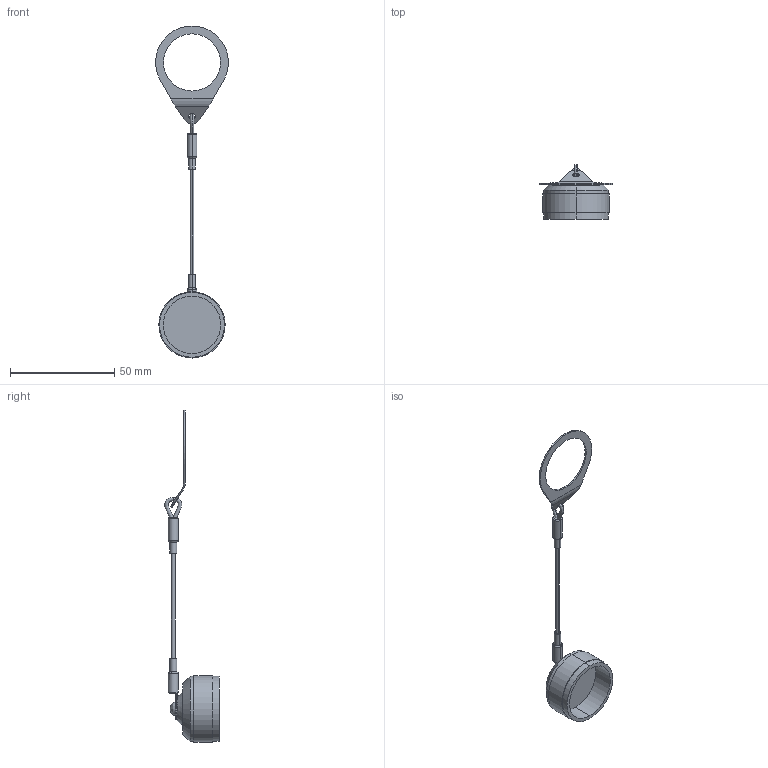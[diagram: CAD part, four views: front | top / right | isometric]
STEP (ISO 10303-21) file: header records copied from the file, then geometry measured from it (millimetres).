
FILE_DESCRIPTION (( 'STEP AP214' ), '1' );
FILE_NAME ('ECRU2203U00.STEP', '2012-11-07T16:03:18', ( 'x' ), ( '' ), 'SwSTEP 2.0', 'SolidWorks 2012', '' );
FILE_SCHEMA (( 'AUTOMOTIVE_DESIGN' ));
Length unit declared in the file: inch
Products named in the file (4): ECRU2203U00; ECRK2203U00-MA3; ECRK2203U00-MA4; ECRK2203U00-MA5
Assembly tree (3 placements, depth 2):
  ECRU2203U00
    ECRK2203U00-MA3
    ECRK2203U00-MA4
    ECRK2203U00-MA5
Bounding box: 34.85 x 25.99 x 158.87 mm (x, y, z)
Volume: 8772.7 mm3; surface area: 6634.5 mm2
Topology: 5 solids, 5 shells, 104 faces, 223 edges, 136 vertices
Faces by surface type: cylinder 43, plane 30, torus 19, bspline 8, cone 4
Entity records: 4445 total; most frequent: CARTESIAN_POINT 1391, DIRECTION 499, ORIENTED_EDGE 442, EDGE_CURVE 221, AXIS2_PLACEMENT_3D 218, VERTEX_POINT 136, EDGE_LOOP 119, CIRCLE 116
